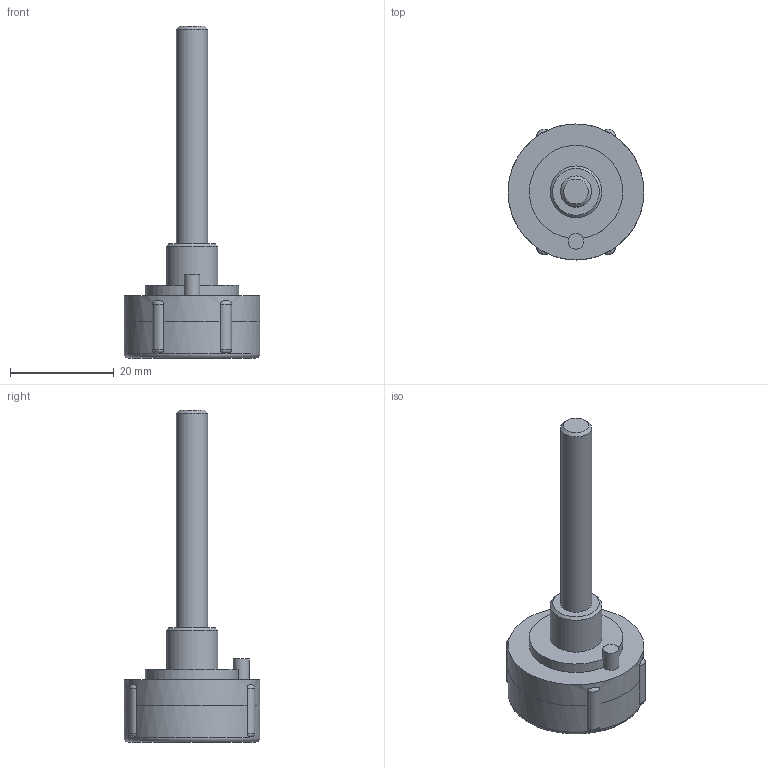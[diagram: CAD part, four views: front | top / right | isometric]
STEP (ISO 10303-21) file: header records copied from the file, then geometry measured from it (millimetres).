
FILE_DESCRIPTION(('FreeCAD Model'),'2;1');
FILE_NAME('SW-ROT-MOUNT-HOLE-D10-CY26.step','2018-11-16T09:30:39',('kicad StepUp'),( 'ksu MCAD'),'Open CASCADE STEP processor 7.3','FreeCAD','Unknown');
FILE_SCHEMA(('AUTOMOTIVE_DESIGN { 1 0 10303 214 1 1 1 1 }'));
Length unit declared in the file: millimetre
Products named in the file (1): SW-ROT-MOUNT-HOLE-D10-CY26
Bounding box: 26.2 x 26.2 x 64 mm (x, y, z)
Volume: 8847.4 mm3; surface area: 3226.4 mm2
Topology: 1 solids, 1 shells, 36 faces, 89 edges, 58 vertices
Faces by surface type: plane 14, cylinder 11, torus 9, cone 2
Full cylindrical faces by diameter (mm): 3.05 x1, 6 x1, 10 x1, 26.2 x2
Entity records: 1477 total; most frequent: CARTESIAN_POINT 584, DIRECTION 194, ORIENTED_EDGE 178, EDGE_CURVE 89, AXIS2_PLACEMENT_3D 84, VERTEX_POINT 58, CIRCLE 47, FACE_BOUND 39
